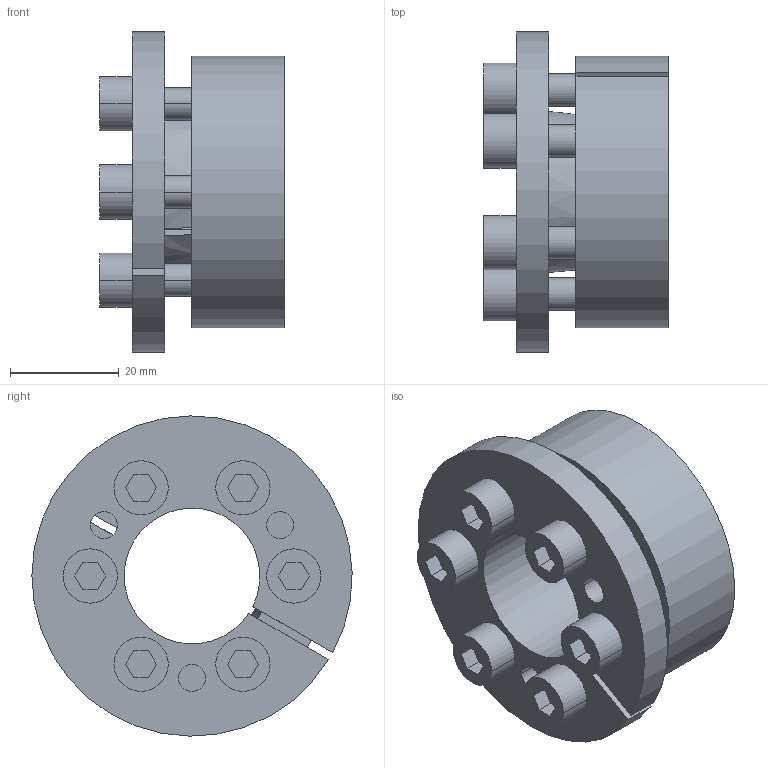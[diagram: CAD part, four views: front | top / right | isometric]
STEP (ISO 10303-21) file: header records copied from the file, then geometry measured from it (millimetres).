
FILE_DESCRIPTION((''),'2;1');
FILE_NAME('082065025050_INT_ASM','2006-02-22T',('Rathmann'),(''),'PRO/ENGINEER BY PARAMETRIC TECHNOLOGY CORPORATION, 2005180','PRO/ENGINEER BY PARAMETRIC TECHNOLOGY CORPORATION, 2005180','');
FILE_SCHEMA(('AUTOMOTIVE_DESIGN_CC2 { 1 2 10303 214 -1 1 5 2 }'));
Length unit declared in the file: millimetre
Products named in the file (4): 082065025050I_INT; 082065025050A_INT; DIN912-M6X20_INT; 082065025050_INT_ASM
Assembly tree (8 placements, depth 2):
  082065025050_INT_ASM
    082065025050I_INT
    082065025050A_INT
    DIN912-M6X20_INT  x6
Bounding box: 34 x 58.99 x 58.99 mm (x, y, z)
Volume: 40849.8 mm3; surface area: 22621.3 mm2
Topology: 8 solids, 8 shells, 140 faces, 348 edges, 260 vertices
Faces by surface type: plane 69, cylinder 57, cone 14
Entity records: 2277 total; most frequent: DIRECTION 409, CARTESIAN_POINT 375, ORIENTED_EDGE 308, AXIS2_PLACEMENT_3D 160, EDGE_CURVE 154, VERTEX_POINT 102, EDGE_LOOP 92, VECTOR 89
